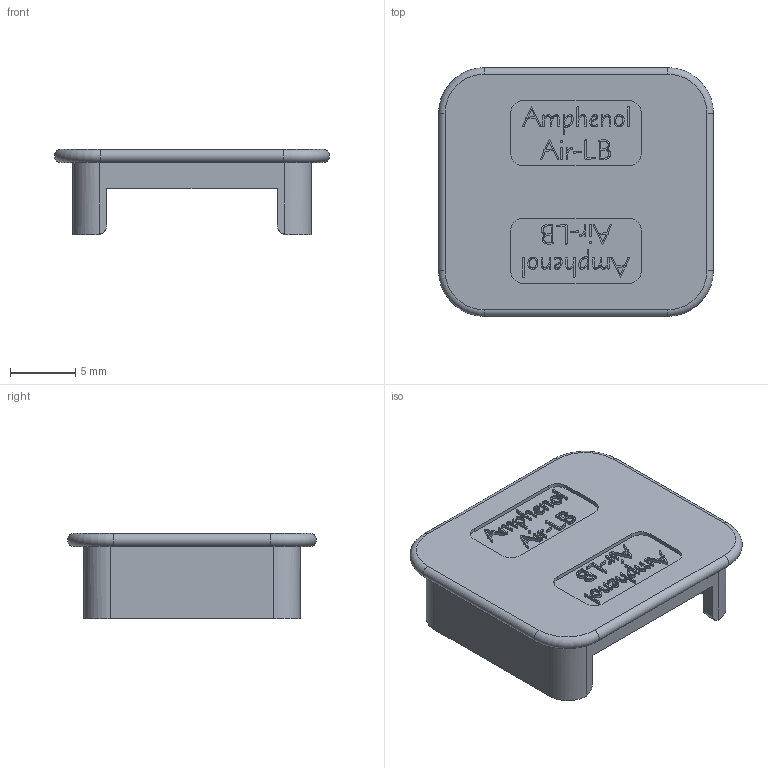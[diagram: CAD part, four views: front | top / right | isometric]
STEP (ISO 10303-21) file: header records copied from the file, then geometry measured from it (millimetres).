
FILE_DESCRIPTION((''),'2;1');
FILE_NAME('SIM2S2A76','2019-09-18T',('presta_be4'),(''),'PRO/ENGINEER BY PARAMETRIC TECHNOLOGY CORPORATION, 2014310','PRO/ENGINEER BY PARAMETRIC TECHNOLOGY CORPORATION, 2014310','');
FILE_SCHEMA(('CONFIG_CONTROL_DESIGN'));
Length unit declared in the file: millimetre
Products named in the file (1): SIM2S2A76
Bounding box: 21 x 19 x 6.5 mm (x, y, z)
Volume: 579.2 mm3; surface area: 1379.6 mm2
Topology: 1 solids, 1 shells, 609 faces, 1668 edges, 1104 vertices
Faces by surface type: extrusion 330, plane 239, cylinder 24, sphere 8, torus 4, cone 4
Entity records: 20217 total; most frequent: CARTESIAN_POINT 6002, ORIENTED_EDGE 3320, DIRECTION 1956, EDGE_CURVE 1660, VECTOR 1246, VERTEX_POINT 1104, B_SPLINE_CURVE_WITH_KNOTS 998, LINE 916
